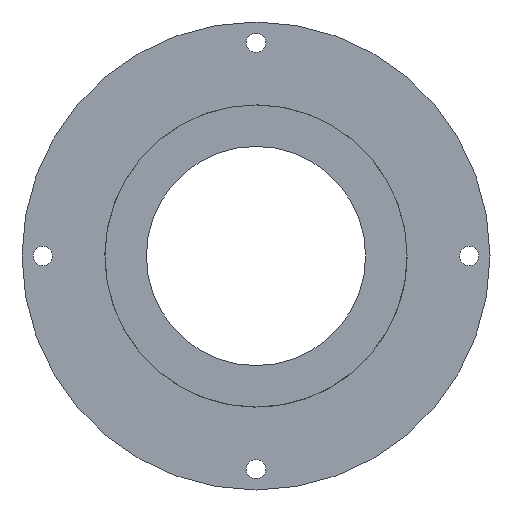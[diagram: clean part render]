
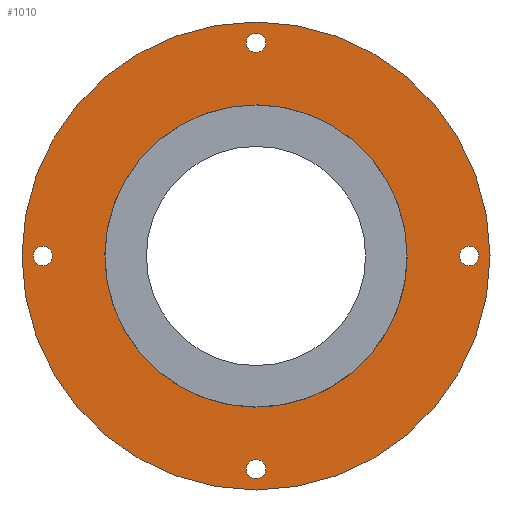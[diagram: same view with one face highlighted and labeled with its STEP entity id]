
A CAD part, front view. The second image highlights one B-rep face of the part: STEP entity #1010.
In plain terms, the highlighted planar face has unit normal (0, -1, 0).
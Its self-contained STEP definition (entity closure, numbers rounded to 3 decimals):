
#43=FACE_BOUND('',#278,.T.);
#44=FACE_BOUND('',#279,.T.);
#45=FACE_BOUND('',#280,.T.);
#46=FACE_BOUND('',#281,.T.);
#47=FACE_BOUND('',#282,.T.);
#139=CIRCLE('',#1126,39.5);
#140=CIRCLE('',#1128,1.621);
#141=CIRCLE('',#1129,1.621);
#142=CIRCLE('',#1131,1.621);
#143=CIRCLE('',#1132,1.621);
#144=CIRCLE('',#1134,1.621);
#145=CIRCLE('',#1135,1.621);
#146=CIRCLE('',#1137,1.621);
#147=CIRCLE('',#1138,1.621);
#149=CIRCLE('',#1146,25.5);
#150=CIRCLE('',#1147,25.5);
#200=FACE_OUTER_BOUND('',#277,.T.);
#277=EDGE_LOOP('',(#921));
#278=EDGE_LOOP('',(#922,#923));
#279=EDGE_LOOP('',(#924,#925));
#280=EDGE_LOOP('',(#926,#927));
#281=EDGE_LOOP('',(#928,#929));
#282=EDGE_LOOP('',(#930,#931));
#499=VERTEX_POINT('',#1933);
#500=VERTEX_POINT('',#1937);
#501=VERTEX_POINT('',#1938);
#502=VERTEX_POINT('',#1943);
#503=VERTEX_POINT('',#1944);
#504=VERTEX_POINT('',#1949);
#505=VERTEX_POINT('',#1950);
#506=VERTEX_POINT('',#1955);
#507=VERTEX_POINT('',#1956);
#509=VERTEX_POINT('',#1971);
#510=VERTEX_POINT('',#1973);
#632=EDGE_CURVE('',#499,#499,#139,.T.);
#633=EDGE_CURVE('',#500,#501,#140,.T.);
#634=EDGE_CURVE('',#501,#500,#141,.T.);
#636=EDGE_CURVE('',#502,#503,#142,.T.);
#637=EDGE_CURVE('',#503,#502,#143,.T.);
#639=EDGE_CURVE('',#504,#505,#144,.T.);
#640=EDGE_CURVE('',#505,#504,#145,.T.);
#642=EDGE_CURVE('',#506,#507,#146,.T.);
#643=EDGE_CURVE('',#507,#506,#147,.T.);
#650=EDGE_CURVE('',#510,#509,#149,.T.);
#651=EDGE_CURVE('',#509,#510,#150,.T.);
#921=ORIENTED_EDGE('',*,*,#632,.F.);
#922=ORIENTED_EDGE('',*,*,#633,.T.);
#923=ORIENTED_EDGE('',*,*,#634,.T.);
#924=ORIENTED_EDGE('',*,*,#636,.T.);
#925=ORIENTED_EDGE('',*,*,#637,.T.);
#926=ORIENTED_EDGE('',*,*,#639,.T.);
#927=ORIENTED_EDGE('',*,*,#640,.T.);
#928=ORIENTED_EDGE('',*,*,#642,.T.);
#929=ORIENTED_EDGE('',*,*,#643,.T.);
#930=ORIENTED_EDGE('',*,*,#650,.T.);
#931=ORIENTED_EDGE('',*,*,#651,.T.);
#959=PLANE('',#1148);
#1010=ADVANCED_FACE('',(#200,#43,#44,#45,#46,#47),#959,.F.);
#1126=AXIS2_PLACEMENT_3D('',#1935,#1393,#1394);
#1128=AXIS2_PLACEMENT_3D('',#1939,#1397,#1398);
#1129=AXIS2_PLACEMENT_3D('',#1940,#1399,#1400);
#1131=AXIS2_PLACEMENT_3D('',#1945,#1404,#1405);
#1132=AXIS2_PLACEMENT_3D('',#1946,#1406,#1407);
#1134=AXIS2_PLACEMENT_3D('',#1951,#1411,#1412);
#1135=AXIS2_PLACEMENT_3D('',#1952,#1413,#1414);
#1137=AXIS2_PLACEMENT_3D('',#1957,#1418,#1419);
#1138=AXIS2_PLACEMENT_3D('',#1958,#1420,#1421);
#1146=AXIS2_PLACEMENT_3D('',#1974,#1441,#1442);
#1147=AXIS2_PLACEMENT_3D('',#1975,#1443,#1444);
#1148=AXIS2_PLACEMENT_3D('',#1976,#1445,#1446);
#1393=DIRECTION('center_axis',(0.,1.,0.));
#1394=DIRECTION('ref_axis',(-1.,0.,0.));
#1397=DIRECTION('center_axis',(0.,1.,0.));
#1398=DIRECTION('ref_axis',(1.,0.,0.));
#1399=DIRECTION('center_axis',(0.,1.,0.));
#1400=DIRECTION('ref_axis',(1.,0.,0.));
#1404=DIRECTION('center_axis',(0.,1.,0.));
#1405=DIRECTION('ref_axis',(1.,0.,0.));
#1406=DIRECTION('center_axis',(0.,1.,0.));
#1407=DIRECTION('ref_axis',(1.,0.,0.));
#1411=DIRECTION('center_axis',(0.,1.,0.));
#1412=DIRECTION('ref_axis',(1.,0.,0.));
#1413=DIRECTION('center_axis',(0.,1.,0.));
#1414=DIRECTION('ref_axis',(1.,0.,0.));
#1418=DIRECTION('center_axis',(0.,1.,0.));
#1419=DIRECTION('ref_axis',(1.,0.,0.));
#1420=DIRECTION('center_axis',(0.,1.,0.));
#1421=DIRECTION('ref_axis',(1.,0.,0.));
#1441=DIRECTION('center_axis',(0.,1.,0.));
#1442=DIRECTION('ref_axis',(-1.,0.,0.));
#1443=DIRECTION('center_axis',(0.,1.,0.));
#1444=DIRECTION('ref_axis',(-1.,0.,0.));
#1445=DIRECTION('center_axis',(0.,1.,0.));
#1446=DIRECTION('ref_axis',(0.,0.,1.));
#1933=CARTESIAN_POINT('',(39.5,0.,0.));
#1935=CARTESIAN_POINT('Origin',(0.,0.,0.));
#1937=CARTESIAN_POINT('',(-34.379,0.,0.));
#1938=CARTESIAN_POINT('',(-37.621,0.,0.));
#1939=CARTESIAN_POINT('Origin',(-36.,0.,0.));
#1940=CARTESIAN_POINT('Origin',(-36.,0.,0.));
#1943=CARTESIAN_POINT('',(37.621,0.,0.));
#1944=CARTESIAN_POINT('',(34.379,0.,0.));
#1945=CARTESIAN_POINT('Origin',(36.,0.,0.));
#1946=CARTESIAN_POINT('Origin',(36.,0.,0.));
#1949=CARTESIAN_POINT('',(1.621,0.,-36.));
#1950=CARTESIAN_POINT('',(-1.621,0.,-36.));
#1951=CARTESIAN_POINT('Origin',(0.,0.,-36.));
#1952=CARTESIAN_POINT('Origin',(0.,0.,-36.));
#1955=CARTESIAN_POINT('',(1.621,0.,36.));
#1956=CARTESIAN_POINT('',(-1.621,0.,36.));
#1957=CARTESIAN_POINT('Origin',(0.,0.,36.));
#1958=CARTESIAN_POINT('Origin',(0.,0.,36.));
#1971=CARTESIAN_POINT('',(25.5,0.,0.));
#1973=CARTESIAN_POINT('',(25.456,0.,-1.5));
#1974=CARTESIAN_POINT('Origin',(0.,0.,0.));
#1975=CARTESIAN_POINT('Origin',(0.,0.,0.));
#1976=CARTESIAN_POINT('Origin',(0.,0.,0.));
